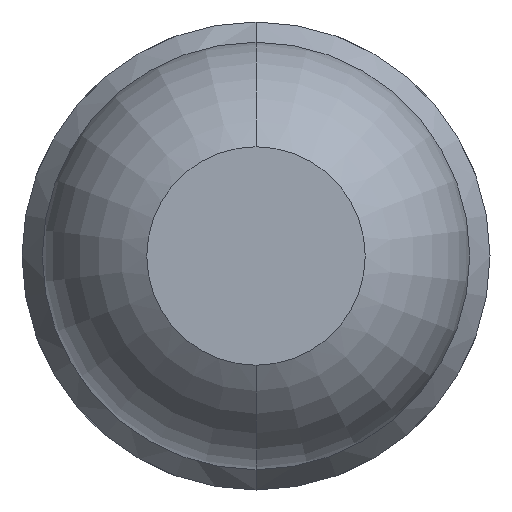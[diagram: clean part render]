
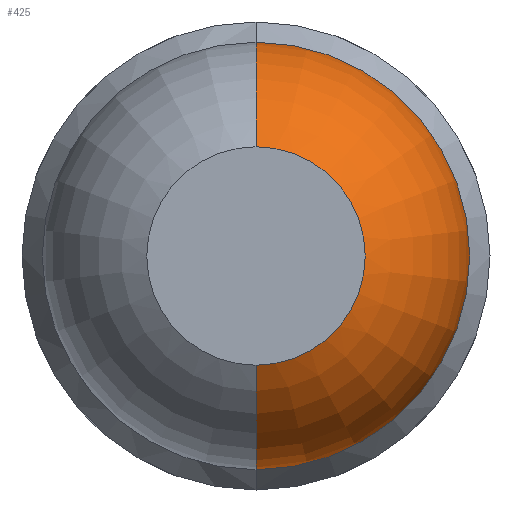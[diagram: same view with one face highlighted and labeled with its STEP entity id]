
A CAD part, front view. The second image highlights one B-rep face of the part: STEP entity #425.
In plain terms, the highlighted toroidal (fillet/blend) face has major radius 0.035 mm and minor radius 0.65 mm.
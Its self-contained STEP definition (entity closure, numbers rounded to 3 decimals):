
#81 = DIRECTION ( 'NONE',  ( 0., -1., 0. ) ) ;
#128 = DIRECTION ( 'NONE',  ( 0., 0., -1. ) ) ;
#254 = DIRECTION ( 'NONE',  ( -1., 0., 0. ) ) ;
#336 = CIRCLE ( 'NONE', #2845, 0.35 ) ;
#362 = VERTEX_POINT ( 'NONE', #2520 ) ;
#425 = ADVANCED_FACE ( 'Defeature ausgef�hrt1_4', ( #2838 ), #4096, .T. ) ;
#477 = VERTEX_POINT ( 'NONE', #1262 ) ;
#480 = DIRECTION ( 'NONE',  ( 0., 0., -1. ) ) ;
#490 = DIRECTION ( 'NONE',  ( 0., -1., 0. ) ) ;
#518 = ORIENTED_EDGE ( 'NONE', *, *, #3696, .F. ) ;
#945 = ORIENTED_EDGE ( 'NONE', *, *, #2050, .F. ) ;
#955 = CARTESIAN_POINT ( 'NONE',  ( 0., -24.431, -0.035 ) ) ;
#1056 = CARTESIAN_POINT ( 'NONE',  ( 0., -25., 0. ) ) ;
#1059 = AXIS2_PLACEMENT_3D ( 'NONE', #2926, #81, #480 ) ;
#1134 = CARTESIAN_POINT ( 'NONE',  ( 0., -24.431, 0.685 ) ) ;
#1174 = CARTESIAN_POINT ( 'NONE',  ( 0., -24.431, 0. ) ) ;
#1262 = CARTESIAN_POINT ( 'NONE',  ( 0., -24.431, -0.685 ) ) ;
#1389 = DIRECTION ( 'NONE',  ( 0., 0., -1. ) ) ;
#1415 = DIRECTION ( 'NONE',  ( 0., -1., 0. ) ) ;
#1553 = CARTESIAN_POINT ( 'NONE',  ( 0., -24.431, 0.035 ) ) ;
#1569 = DIRECTION ( 'NONE',  ( 1., 0., 0. ) ) ;
#1709 = AXIS2_PLACEMENT_3D ( 'NONE', #1553, #1569, #128 ) ;
#1750 = VERTEX_POINT ( 'NONE', #3402 ) ;
#1889 = DIRECTION ( 'NONE',  ( 0., 0., -1. ) ) ;
#2050 = EDGE_CURVE ( 'Defeature ausgef�hrt1_26+Defeature ausgef�hrt1_4+Defeature ausgef�hrt1_4+Defeature ausgef�hrt1_4', #362, #1750, #336, .T. ) ;
#2145 = CIRCLE ( 'NONE', #1059, 0.685 ) ;
#2433 = AXIS2_PLACEMENT_3D ( 'NONE', #955, #254, #3449 ) ;
#2520 = CARTESIAN_POINT ( 'NONE',  ( 0., -25., -0.35 ) ) ;
#2708 = ORIENTED_EDGE ( 'NONE', *, *, #4336, .T. ) ;
#2736 = AXIS2_PLACEMENT_3D ( 'NONE', #1174, #490, #1889 ) ;
#2838 = FACE_OUTER_BOUND ( 'NONE', #4532, .T. ) ;
#2845 = AXIS2_PLACEMENT_3D ( 'NONE', #1056, #1415, #1389 ) ;
#2926 = CARTESIAN_POINT ( 'NONE',  ( 0., -24.431, 0. ) ) ;
#3103 = CIRCLE ( 'NONE', #1709, 0.65 ) ;
#3106 = CIRCLE ( 'NONE', #2433, 0.65 ) ;
#3360 = ORIENTED_EDGE ( 'NONE', *, *, #4034, .T. ) ;
#3402 = CARTESIAN_POINT ( 'NONE',  ( 0., -25., 0.35 ) ) ;
#3449 = DIRECTION ( 'NONE',  ( 0., 0., 1. ) ) ;
#3696 = EDGE_CURVE ( 'NONE', #477, #362, #3106, .T. ) ;
#4034 = EDGE_CURVE ( 'NONE', #4311, #1750, #3103, .T. ) ;
#4096 = TOROIDAL_SURFACE ( 'NONE', #2736, 0.035, 0.65 ) ;
#4311 = VERTEX_POINT ( 'NONE', #1134 ) ;
#4336 = EDGE_CURVE ( 'Defeature ausgef�hrt1_4+Defeature ausgef�hrt1_5+Defeature ausgef�hrt1_5+Defeature ausgef�hrt1_5', #477, #4311, #2145, .T. ) ;
#4532 = EDGE_LOOP ( 'NONE', ( #2708, #3360, #945, #518 ) ) ;
